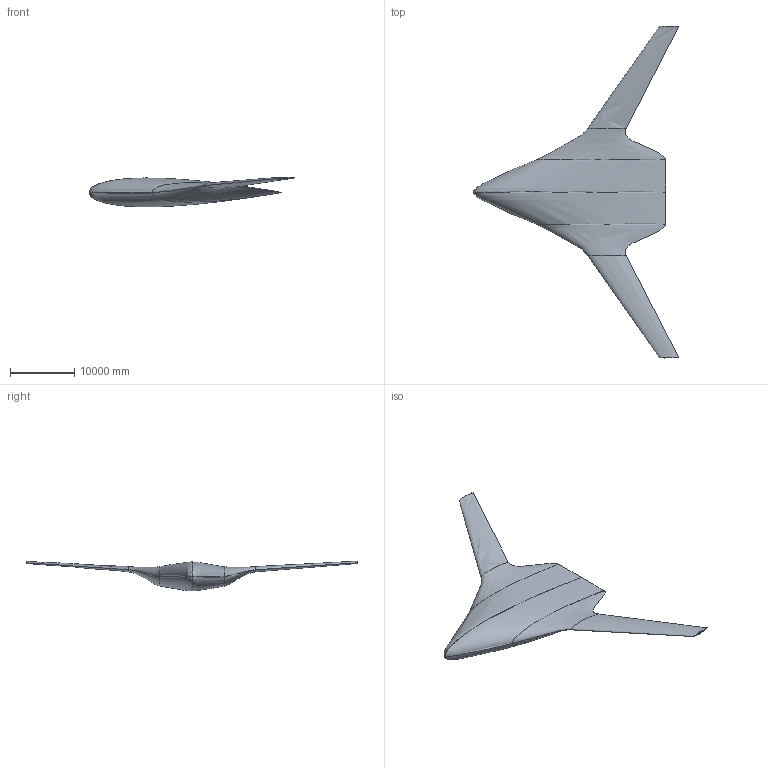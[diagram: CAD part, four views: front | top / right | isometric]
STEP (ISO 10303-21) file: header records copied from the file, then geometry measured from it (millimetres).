
FILE_DESCRIPTION((''),'1');
FILE_NAME('outfile.stp','2025-04-30T14:27:27',(''),(''),'','','');
FILE_SCHEMA(('CONFIG_CONTROL_DESIGN'));
Length unit declared in the file: metre
Bounding box: 32015.9 x 51703.53 x 4633.29 mm (x, y, z)
Surface area: 1146172867.2 mm2 (no closed solid volume)
Topology: 0 solids, 0 shells, 16 faces, 64 edges, 56 vertices
Faces by surface type: bspline 16
Entity records: 46100 total; most frequent: CARTESIAN_POINT 46033, B_SPLINE_SURFACE_WITH_KNOTS 16, PERSON_AND_ORGANIZATION_ROLE 4, CC_DESIGN_PERSON_AND_ORGANIZATION_ASSIGNMENT 4, DIRECTION 2, DATE_TIME_ROLE 2, CC_DESIGN_DATE_AND_TIME_ASSIGNMENT 2, GEOMETRIC_SET 2
